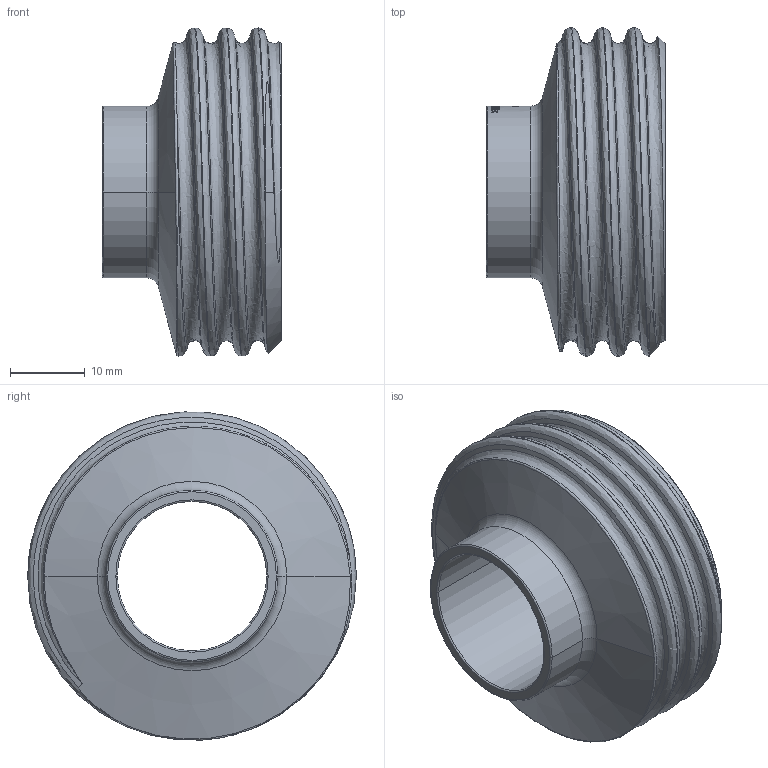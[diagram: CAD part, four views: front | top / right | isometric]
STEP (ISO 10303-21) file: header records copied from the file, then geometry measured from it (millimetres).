
FILE_DESCRIPTION (( 'STEP AP214' ), '1' );
FILE_NAME ('GL-213-020-x Gewindestutzen DIN11851 SC23 x1,5 1709.STEP', '2017-08-29T08:15:59', ( '' ), ( '' ), 'SwSTEP 2.0', 'SolidWorks 2016', '' );
FILE_SCHEMA (( 'AUTOMOTIVE_DESIGN' ));
Length unit declared in the file: millimetre
Products named in the file (1): GL-213-020-x Gewindestutzen DIN11851 SC23 x1,5 1709
Bounding box: 24 x 44 x 43.94 mm (x, y, z)
Volume: 12197.6 mm3; surface area: 7484.2 mm2
Topology: 1 solids, 1 shells, 235 faces, 611 edges, 399 vertices
Faces by surface type: bspline 111, plane 55, cylinder 39, torus 23, cone 7
Entity records: 19105 total; most frequent: CARTESIAN_POINT 12376, ORIENTED_EDGE 1222, EDGE_CURVE 611, DIRECTION 606, VERTEX_POINT 399, B_SPLINE_CURVE_WITH_KNOTS 367, EDGE_LOOP 258, AXIS2_PLACEMENT_3D 253
